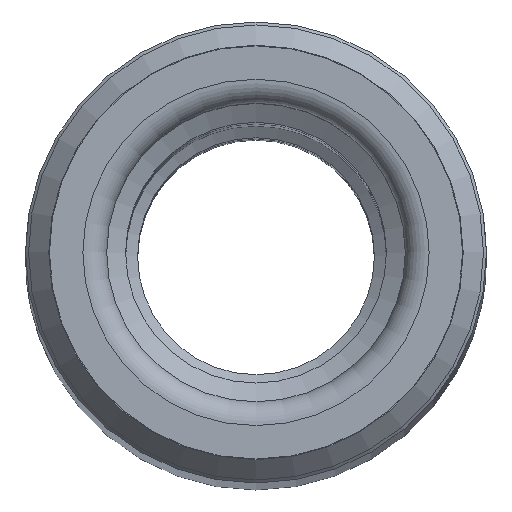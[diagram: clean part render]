
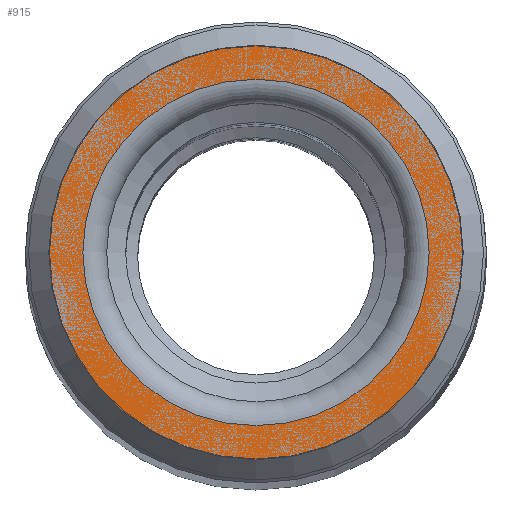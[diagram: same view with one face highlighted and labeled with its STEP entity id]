
A CAD part, top view. The second image highlights one B-rep face of the part: STEP entity #915.
In plain terms, the highlighted planar face has unit normal (0, 0, 1).
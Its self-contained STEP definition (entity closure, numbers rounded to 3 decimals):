
#38=PLANE('',#986);
#117=ORIENTED_EDGE('',*,*,#234,.F.);
#118=ORIENTED_EDGE('',*,*,#235,.T.);
#234=EDGE_CURVE('',#295,#295,#340,.T.);
#235=EDGE_CURVE('',#296,#296,#341,.F.);
#295=VERTEX_POINT('',#1312);
#296=VERTEX_POINT('',#1314);
#340=CIRCLE('',#987,7.25);
#341=CIRCLE('',#988,8.675);
#384=EDGE_LOOP('',(#117));
#385=EDGE_LOOP('',(#118));
#474=FACE_BOUND('',#384,.T.);
#475=FACE_BOUND('',#385,.T.);
#915=ADVANCED_FACE('',(#474,#475),#38,.F.);
#986=AXIS2_PLACEMENT_3D('',#1310,#1109,#1110);
#987=AXIS2_PLACEMENT_3D('',#1311,#1111,#1112);
#988=AXIS2_PLACEMENT_3D('',#1313,#1113,#1114);
#1109=DIRECTION('',(0.,0.,-1.));
#1110=DIRECTION('',(-1.,0.,0.));
#1111=DIRECTION('',(0.,0.,1.));
#1112=DIRECTION('',(1.,0.,0.));
#1113=DIRECTION('',(0.,0.,-1.));
#1114=DIRECTION('',(-1.,0.,0.));
#1310=CARTESIAN_POINT('',(9.525,0.,181.5));
#1311=CARTESIAN_POINT('',(0.,0.,181.5));
#1312=CARTESIAN_POINT('',(7.25,0.,181.5));
#1313=CARTESIAN_POINT('',(0.,0.,181.5));
#1314=CARTESIAN_POINT('',(-8.675,0.,181.5));
